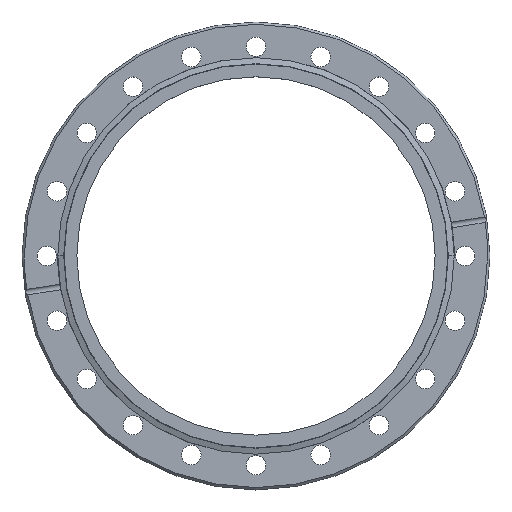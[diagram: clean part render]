
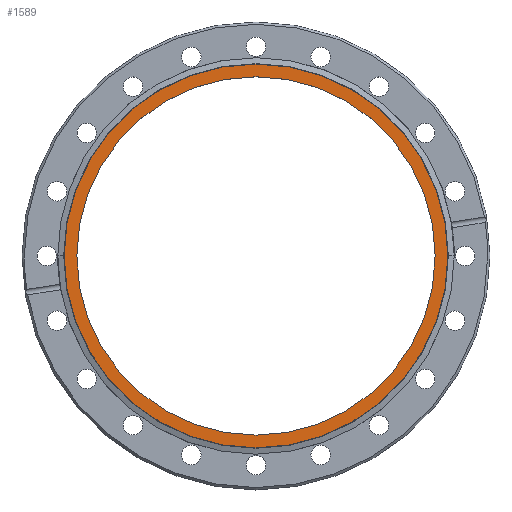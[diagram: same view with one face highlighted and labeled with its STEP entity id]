
A CAD part, top view. The second image highlights one B-rep face of the part: STEP entity #1589.
In plain terms, the highlighted planar face has unit normal (0, 0, 1).
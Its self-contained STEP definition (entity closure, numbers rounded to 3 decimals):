
#27 = ORIENTED_EDGE ( 'NONE', *, *, #807, .F. ) ;
#91 = CARTESIAN_POINT ( 'NONE',  ( 0., 0., -1.2 ) ) ;
#130 = DIRECTION ( 'NONE',  ( 0., 0., -1. ) ) ;
#136 = EDGE_CURVE ( 'NONE', #3331, #588, #2030, .T. ) ;
#171 = DIRECTION ( 'NONE',  ( -1., 0., 0. ) ) ;
#433 = DIRECTION ( 'NONE',  ( -1., 0., 0. ) ) ;
#455 = EDGE_CURVE ( 'NONE', #3235, #3430, #1627, .T. ) ;
#588 = VERTEX_POINT ( 'NONE', #3275 ) ;
#700 = CARTESIAN_POINT ( 'NONE',  ( -77.5, 0., -1.2 ) ) ;
#741 = DIRECTION ( 'NONE',  ( -1., 0., 0. ) ) ;
#807 = EDGE_CURVE ( 'NONE', #588, #3331, #1316, .T. ) ;
#836 = AXIS2_PLACEMENT_3D ( 'NONE', #3523, #3604, #3722 ) ;
#947 = AXIS2_PLACEMENT_3D ( 'NONE', #2078, #1280, #741 ) ;
#1210 = CARTESIAN_POINT ( 'NONE',  ( 77.5, 0., -1.2 ) ) ;
#1252 = EDGE_CURVE ( 'NONE', #3430, #3235, #2367, .T. ) ;
#1280 = DIRECTION ( 'NONE',  ( 0., 0., -1. ) ) ;
#1315 = FACE_OUTER_BOUND ( 'NONE', #2669, .T. ) ;
#1316 = CIRCLE ( 'NONE', #2332, 82.998 ) ;
#1589 = ADVANCED_FACE ( 'NONE', ( #1315, #2572 ), #2118, .F. ) ;
#1609 = DIRECTION ( 'NONE',  ( -1., 0., 0. ) ) ;
#1627 = CIRCLE ( 'NONE', #2942, 77.5 ) ;
#1719 = CARTESIAN_POINT ( 'NONE',  ( 0., 0., -1.2 ) ) ;
#1865 = AXIS2_PLACEMENT_3D ( 'NONE', #1719, #2215, #433 ) ;
#2030 = CIRCLE ( 'NONE', #1865, 82.998 ) ;
#2045 = DIRECTION ( 'NONE',  ( 0., 0., -1. ) ) ;
#2078 = CARTESIAN_POINT ( 'NONE',  ( 82.998, 0., -1.2 ) ) ;
#2118 = PLANE ( 'NONE',  #947 ) ;
#2215 = DIRECTION ( 'NONE',  ( 0., 0., -1. ) ) ;
#2332 = AXIS2_PLACEMENT_3D ( 'NONE', #91, #130, #171 ) ;
#2367 = CIRCLE ( 'NONE', #836, 77.5 ) ;
#2393 = CARTESIAN_POINT ( 'NONE',  ( 0., 0., -1.2 ) ) ;
#2498 = CARTESIAN_POINT ( 'NONE',  ( 82.998, 0., -1.2 ) ) ;
#2572 = FACE_BOUND ( 'NONE', #3260, .T. ) ;
#2669 = EDGE_LOOP ( 'NONE', ( #3005, #27 ) ) ;
#2942 = AXIS2_PLACEMENT_3D ( 'NONE', #2393, #2045, #1609 ) ;
#3005 = ORIENTED_EDGE ( 'NONE', *, *, #136, .F. ) ;
#3047 = ORIENTED_EDGE ( 'NONE', *, *, #1252, .T. ) ;
#3235 = VERTEX_POINT ( 'NONE', #700 ) ;
#3260 = EDGE_LOOP ( 'NONE', ( #3574, #3047 ) ) ;
#3275 = CARTESIAN_POINT ( 'NONE',  ( -82.998, 0., -1.2 ) ) ;
#3331 = VERTEX_POINT ( 'NONE', #2498 ) ;
#3430 = VERTEX_POINT ( 'NONE', #1210 ) ;
#3523 = CARTESIAN_POINT ( 'NONE',  ( 0., 0., -1.2 ) ) ;
#3574 = ORIENTED_EDGE ( 'NONE', *, *, #455, .T. ) ;
#3604 = DIRECTION ( 'NONE',  ( 0., 0., -1. ) ) ;
#3722 = DIRECTION ( 'NONE',  ( -1., 0., 0. ) ) ;
